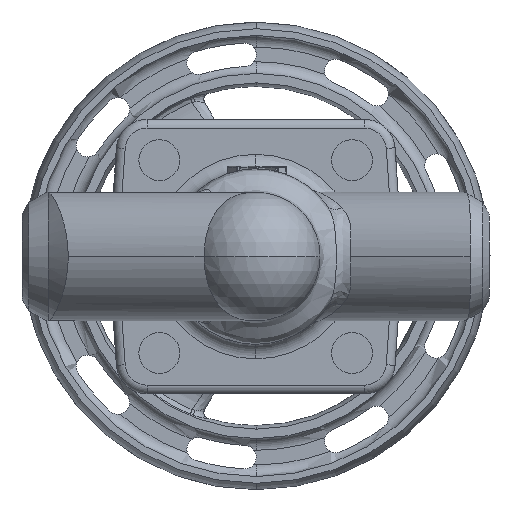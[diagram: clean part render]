
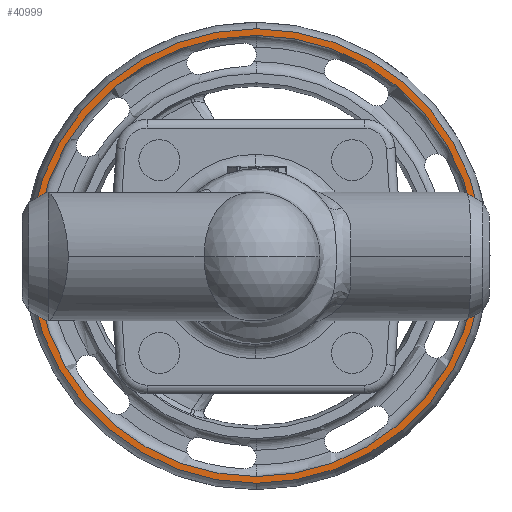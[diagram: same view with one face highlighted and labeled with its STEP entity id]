
A CAD part, front view. The second image highlights one B-rep face of the part: STEP entity #40999.
In plain terms, the highlighted planar face has unit normal (0, -1, 0).
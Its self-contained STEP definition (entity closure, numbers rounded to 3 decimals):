
#1423 = CARTESIAN_POINT ( 'NONE',  ( 0.2, 214., 0.2 ) ) ;
#3392 = DIRECTION ( 'NONE',  ( 0., 1., 0. ) ) ;
#4221 = VERTEX_POINT ( 'NONE', #38167 ) ;
#4857 = DIRECTION ( 'NONE',  ( 0., 0., 1. ) ) ;
#5185 = FACE_BOUND ( 'NONE', #31144, .T. ) ;
#5288 = DIRECTION ( 'NONE',  ( 0., -1., 0. ) ) ;
#5585 = DIRECTION ( 'NONE',  ( 0., 1., 0. ) ) ;
#7348 = FACE_OUTER_BOUND ( 'NONE', #22298, .T. ) ;
#7809 = AXIS2_PLACEMENT_3D ( 'NONE', #23494, #3392, #26954 ) ;
#10510 = CARTESIAN_POINT ( 'NONE',  ( 0.2, 214., -77.597 ) ) ;
#11778 = PLANE ( 'NONE',  #34415 ) ;
#12112 = CARTESIAN_POINT ( 'NONE',  ( 0.2, 214., -75.3 ) ) ;
#12794 = VERTEX_POINT ( 'NONE', #18311 ) ;
#13730 = ORIENTED_EDGE ( 'NONE', *, *, #32004, .T. ) ;
#17262 = AXIS2_PLACEMENT_3D ( 'NONE', #1423, #24962, #4857 ) ;
#18311 = CARTESIAN_POINT ( 'NONE',  ( 0.2, 214., 75.7 ) ) ;
#18319 = DIRECTION ( 'NONE',  ( 0., 1., 0. ) ) ;
#19826 = CIRCLE ( 'NONE', #36715, 77.797 ) ;
#20543 = EDGE_CURVE ( 'NONE', #25809, #4221, #34224, .T. ) ;
#21263 = CIRCLE ( 'NONE', #38416, 75.5 ) ;
#22298 = EDGE_LOOP ( 'NONE', ( #39693, #42371 ) ) ;
#22421 = EDGE_CURVE ( 'NONE', #12794, #39143, #21263, .T. ) ;
#23494 = CARTESIAN_POINT ( 'NONE',  ( 0.2, 214., 0.2 ) ) ;
#24651 = ORIENTED_EDGE ( 'NONE', *, *, #22421, .T. ) ;
#24962 = DIRECTION ( 'NONE',  ( 0., 1., 0. ) ) ;
#25408 = CARTESIAN_POINT ( 'NONE',  ( -77.597, 214., 0.2 ) ) ;
#25706 = CARTESIAN_POINT ( 'NONE',  ( 0.2, 214., 0.2 ) ) ;
#25809 = VERTEX_POINT ( 'NONE', #10510 ) ;
#26954 = DIRECTION ( 'NONE',  ( 0., 0., 1. ) ) ;
#28848 = DIRECTION ( 'NONE',  ( 0., 0., -1. ) ) ;
#29142 = DIRECTION ( 'NONE',  ( 0., 0., 1. ) ) ;
#31144 = EDGE_LOOP ( 'NONE', ( #24651, #13730 ) ) ;
#32004 = EDGE_CURVE ( 'NONE', #39143, #12794, #33333, .T. ) ;
#33333 = CIRCLE ( 'NONE', #17262, 75.5 ) ;
#34224 = CIRCLE ( 'NONE', #7809, 77.797 ) ;
#34415 = AXIS2_PLACEMENT_3D ( 'NONE', #25408, #5288, #28848 ) ;
#36715 = AXIS2_PLACEMENT_3D ( 'NONE', #25706, #5585, #29142 ) ;
#38167 = CARTESIAN_POINT ( 'NONE',  ( 0.2, 214., 77.997 ) ) ;
#38416 = AXIS2_PLACEMENT_3D ( 'NONE', #38678, #18319, #42177 ) ;
#38678 = CARTESIAN_POINT ( 'NONE',  ( 0.2, 214., 0.2 ) ) ;
#39143 = VERTEX_POINT ( 'NONE', #12112 ) ;
#39693 = ORIENTED_EDGE ( 'NONE', *, *, #41052, .F. ) ;
#40999 = ADVANCED_FACE ( 'NONE', ( #5185, #7348 ), #11778, .T. ) ;
#41052 = EDGE_CURVE ( 'NONE', #4221, #25809, #19826, .T. ) ;
#42177 = DIRECTION ( 'NONE',  ( 0., 0., 1. ) ) ;
#42371 = ORIENTED_EDGE ( 'NONE', *, *, #20543, .F. ) ;
